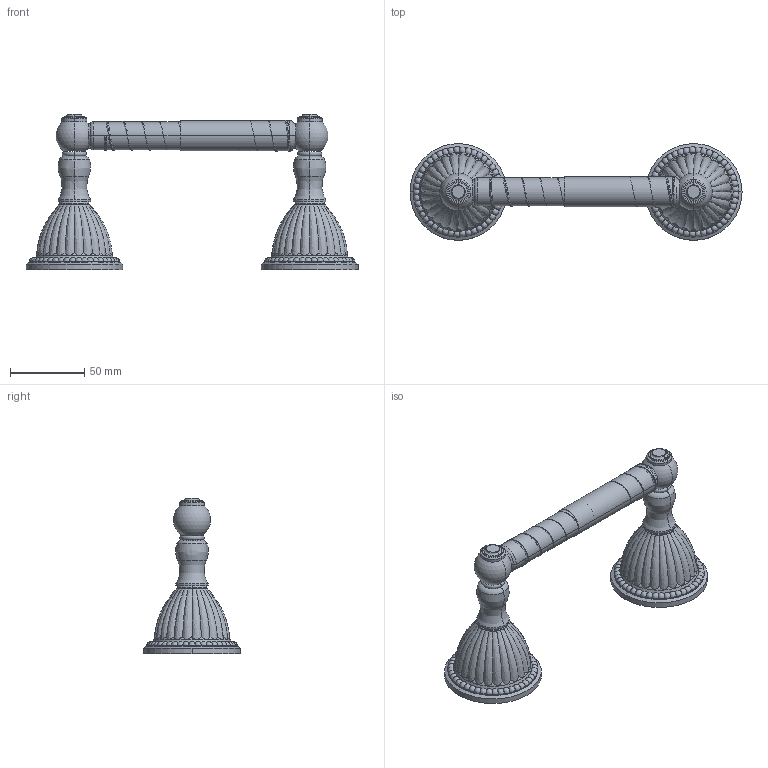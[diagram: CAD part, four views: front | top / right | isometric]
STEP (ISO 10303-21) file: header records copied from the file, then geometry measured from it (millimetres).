
FILE_DESCRIPTION((''),'2;1');
FILE_NAME('22-28_WEB','2010-08-20T',('ramkumar'),(''),'PRO/ENGINEER BY PARAMETRIC TECHNOLOGY CORPORATION, 2009300','PRO/ENGINEER BY PARAMETRIC TECHNOLOGY CORPORATION, 2009300','');
FILE_SCHEMA(('CONFIG_CONTROL_DESIGN'));
Length unit declared in the file: inch
Products named in the file (1): 22-28_WEB
Bounding box: 224.03 x 65.28 x 105.05 mm (x, y, z)
Surface area: 51843.3 mm2 (no closed solid volume)
Topology: 0 solids, 18 shells, 395 faces, 1250 edges, 688 vertices
Faces by surface type: sphere 184, bspline 70, plane 63, torus 38, cylinder 28, cone 12
Entity records: 19512 total; most frequent: CARTESIAN_POINT 10541, ORIENTED_EDGE 2004, DIRECTION 1662, EDGE_CURVE 1070, AXIS2_PLACEMENT_3D 811, VERTEX_POINT 688, B_SPLINE_CURVE_WITH_KNOTS 544, CIRCLE 486
